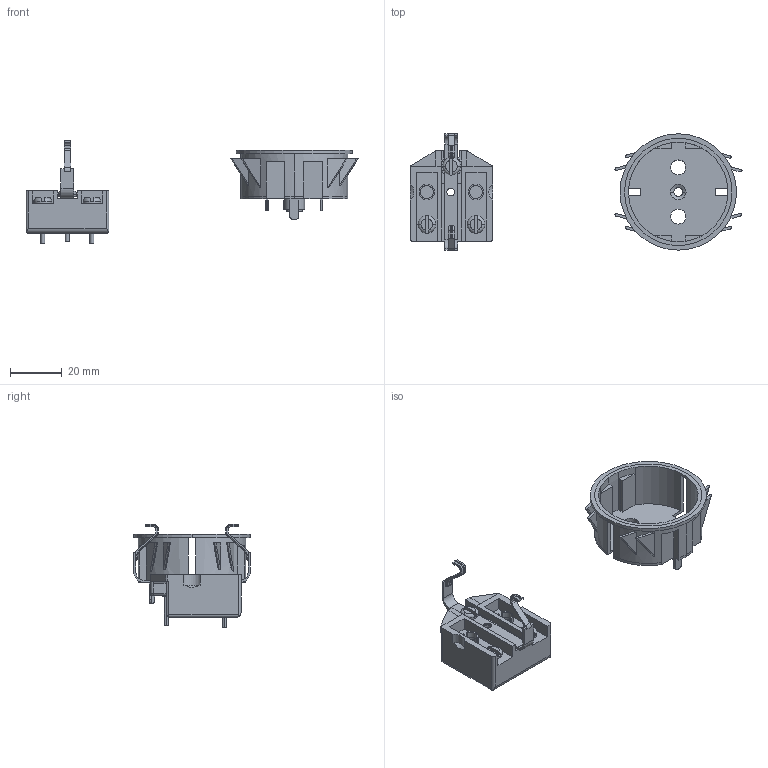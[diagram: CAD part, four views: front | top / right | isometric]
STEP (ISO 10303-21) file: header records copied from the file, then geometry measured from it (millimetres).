
FILE_DESCRIPTION(/* description */ ('VariCAD 2012-1.08 AP-214'),/* implementation_level */ '2;1');
FILE_NAME(/* name */ 'SNAP B',/* time_stamp */ '2012-08-07T13:43:13+02:00',/* author */ (''),/* organization */ (''),/* preprocessor_version */ 'ST-DEVELOPER v12',/* originating_system */ 'VariCAD 2012-1.08; kernel version (20100102)',/* authorisation */ '');
FILE_SCHEMA (('AUTOMOTIVE_DESIGN'));
Length unit declared in the file: millimetre
Products named in the file (1): Part
Bounding box: 128.39 x 45 x 40 mm (x, y, z)
Volume: 15946.2 mm3; surface area: 17519.4 mm2
Topology: 13 solids, 13 shells, 653 faces, 1626 edges, 1016 vertices
Faces by surface type: plane 303, cylinder 230, torus 58, cone 46, bspline 16
Entity records: 22281 total; most frequent: CARTESIAN_POINT 6471, DIRECTION 3288, ORIENTED_EDGE 3252, EDGE_CURVE 1626, AXIS2_PLACEMENT_3D 1182, VERTEX_POINT 1016, LINE 924, VECTOR 924
